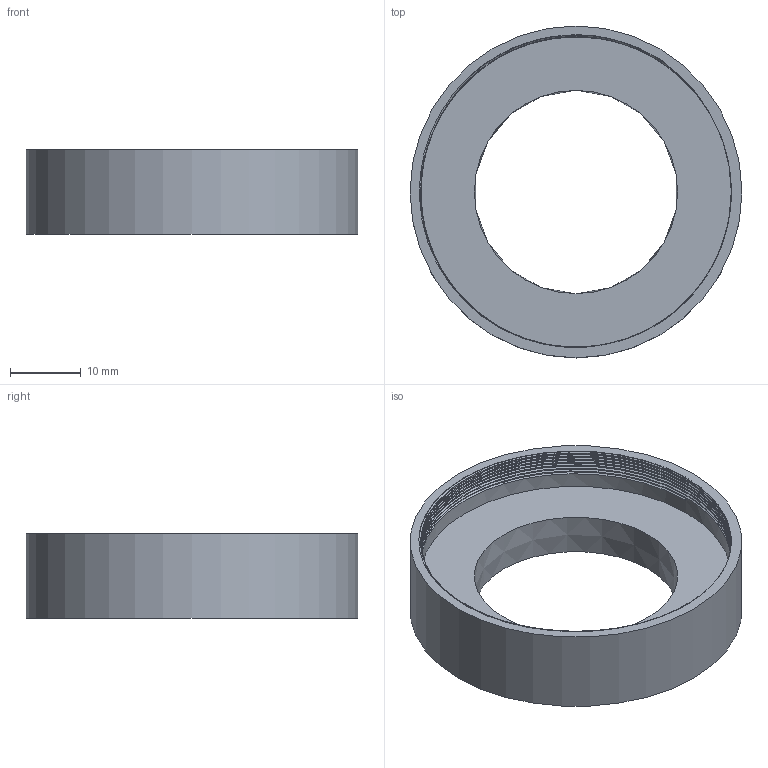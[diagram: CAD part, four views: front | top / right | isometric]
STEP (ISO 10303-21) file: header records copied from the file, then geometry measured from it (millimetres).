
FILE_DESCRIPTION(('FreeCAD Model'),'2;1');
FILE_NAME('Open CASCADE Shape Model','2021-07-14T12:26:58',('Author'),( ''),'Open CASCADE STEP processor 7.5','FreeCAD','Unknown');
FILE_SCHEMA(('AUTOMOTIVE_DESIGN { 1 0 10303 214 1 1 1 1 }'));
Length unit declared in the file: millimetre
Products named in the file (1): Cut002
Bounding box: 47.02 x 47.02 x 12 mm (x, y, z)
Volume: 7726.7 mm3; surface area: 5736.1 mm2
Topology: 1 solids, 1 shells, 44 faces, 104 edges, 63 vertices
Faces by surface type: bspline 30, cylinder 9, plane 4, cone 1
Full cylindrical faces by diameter (mm): 44.02 x7, 47.02 x1
Entity records: 3391 total; most frequent: CARTESIAN_POINT 2528, ORIENTED_EDGE 208, EDGE_CURVE 104, B_SPLINE_CURVE_WITH_KNOTS 87, VERTEX_POINT 63, DIRECTION 53, FACE_BOUND 47, EDGE_LOOP 47
